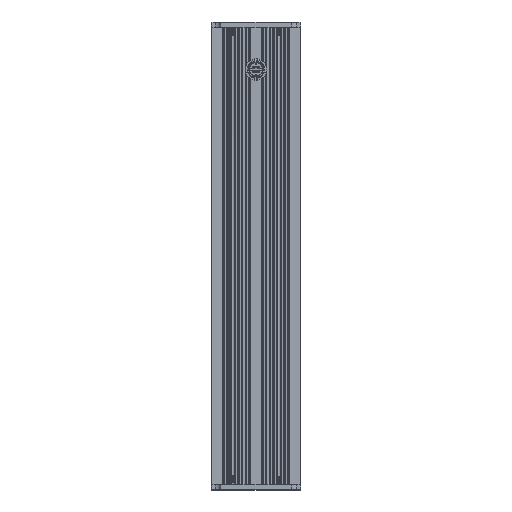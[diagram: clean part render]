
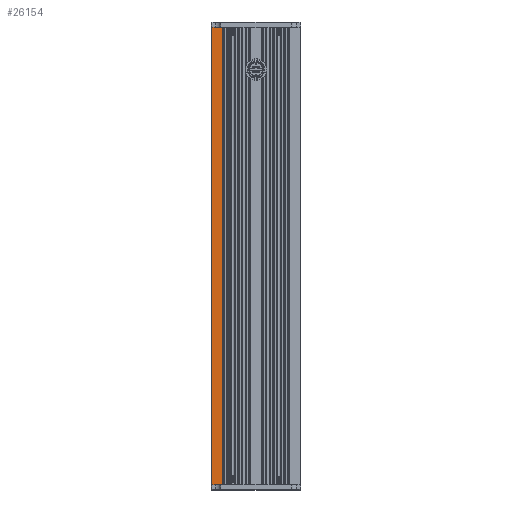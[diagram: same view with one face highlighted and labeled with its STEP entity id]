
A CAD part, front view. The second image highlights one B-rep face of the part: STEP entity #26154.
In plain terms, the highlighted planar face has unit normal (0, -1, 0).
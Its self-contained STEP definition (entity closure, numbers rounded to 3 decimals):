
#3083=FACE_OUTER_BOUND('',#4505,.T.);
#4505=EDGE_LOOP('',(#19707,#19708,#19709,#19710));
#6044=LINE('',#47656,#8128);
#6503=LINE('',#50025,#8587);
#6673=LINE('',#50950,#8757);
#6675=LINE('',#50953,#8759);
#8128=VECTOR('',#31767,7.271);
#8587=VECTOR('',#33790,7.271);
#8757=VECTOR('',#34584,306.);
#8759=VECTOR('',#34588,306.);
#10626=VERTEX_POINT('',#47653);
#10627=VERTEX_POINT('',#47655);
#11754=VERTEX_POINT('',#50022);
#11755=VERTEX_POINT('',#50024);
#13432=EDGE_CURVE('',#10626,#10627,#6044,.T.);
#14609=EDGE_CURVE('',#11754,#11755,#6503,.T.);
#15073=EDGE_CURVE('',#11755,#10626,#6673,.T.);
#15075=EDGE_CURVE('',#11754,#10627,#6675,.T.);
#19707=ORIENTED_EDGE('',*,*,#15073,.F.);
#19708=ORIENTED_EDGE('',*,*,#14609,.F.);
#19709=ORIENTED_EDGE('',*,*,#15075,.T.);
#19710=ORIENTED_EDGE('',*,*,#13432,.F.);
#24063=PLANE('',#28930);
#26154=ADVANCED_FACE('',(#3083),#24063,.T.);
#28930=AXIS2_PLACEMENT_3D('',#50952,#34586,#34587);
#31767=DIRECTION('',(1.,0.,0.));
#33790=DIRECTION('',(-1.,0.,0.));
#34584=DIRECTION('',(0.,0.,1.));
#34586=DIRECTION('center_axis',(0.,-1.,0.));
#34587=DIRECTION('ref_axis',(1.,0.,0.));
#34588=DIRECTION('',(0.,0.,1.));
#47653=CARTESIAN_POINT('',(-29.5,-20.,153.));
#47655=CARTESIAN_POINT('',(-22.229,-20.,153.));
#47656=CARTESIAN_POINT('',(-29.5,-20.,153.));
#50022=CARTESIAN_POINT('',(-22.229,-20.,-153.));
#50024=CARTESIAN_POINT('',(-29.5,-20.,-153.));
#50025=CARTESIAN_POINT('',(-22.229,-20.,-153.));
#50950=CARTESIAN_POINT('',(-29.5,-20.,-153.));
#50952=CARTESIAN_POINT('Origin',(-30.,-20.,0.));
#50953=CARTESIAN_POINT('',(-22.229,-20.,-153.));
